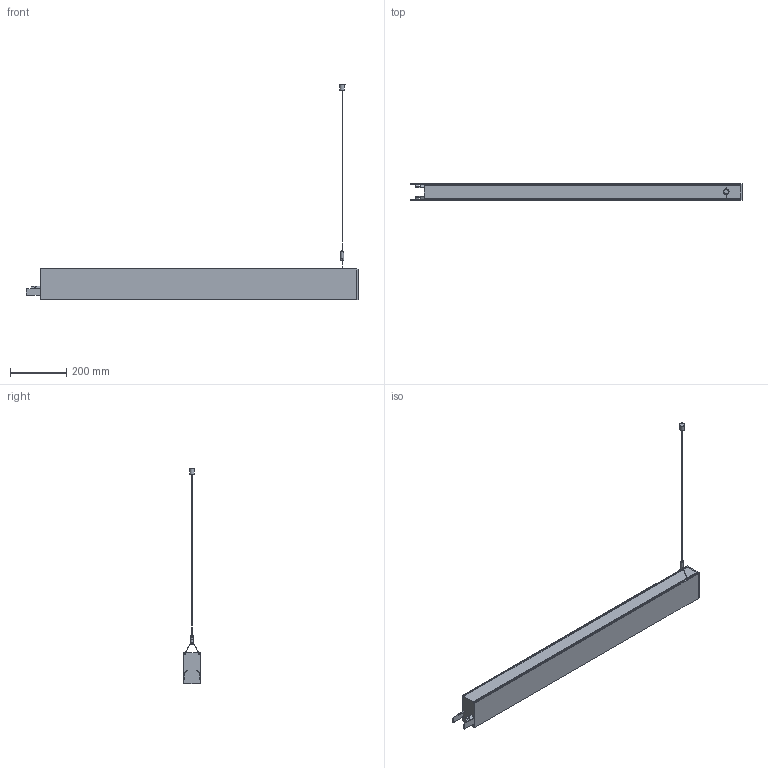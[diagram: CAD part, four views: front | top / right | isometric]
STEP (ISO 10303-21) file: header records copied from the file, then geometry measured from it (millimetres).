
FILE_DESCRIPTION(/* description */ (''),/* implementation_level */ '2;1');
FILE_NAME(/* name */ '10000091675n3p000_00.stp',/* time_stamp */ '2022-02-02T10:21:26+01:00',/* author */ (''),/* organization */ (''),/* preprocessor_version */ 'ST-DEVELOPER v15',/* originating_system */ 'SIEMENS PLM Software NX 9.0',/* authorisation */ '');
FILE_SCHEMA (('AUTOMOTIVE_DESIGN { 1 0 10303 214 3 1 1 1 }'));
Length unit declared in the file: millimetre
Products named in the file (1): 10000091675n3p000_00
Bounding box: 1178 x 60 x 766.34 mm (x, y, z)
Volume: 7403461.6 mm3; surface area: 438061.3 mm2
Topology: 1 solids, 2 shells, 168 faces, 456 edges, 290 vertices
Faces by surface type: plane 116, cylinder 46, torus 4, cone 2
Full cylindrical faces by diameter (mm): 10 x1, 16 x1, 20 x1
Entity records: 5449 total; most frequent: CARTESIAN_POINT 1114, ORIENTED_EDGE 904, DIRECTION 890, EDGE_CURVE 452, LINE 312, VECTOR 312, VERTEX_POINT 289, AXIS2_PLACEMENT_3D 289
